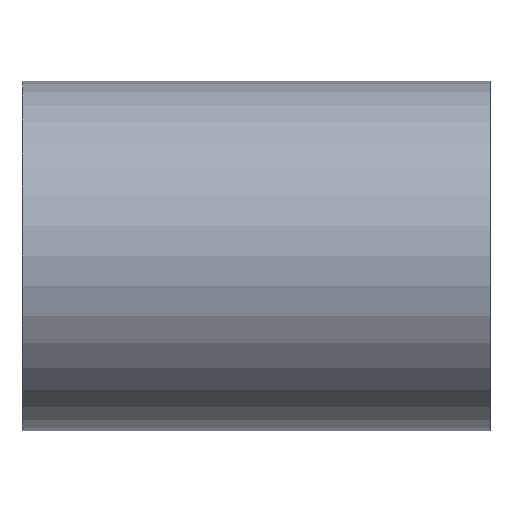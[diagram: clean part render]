
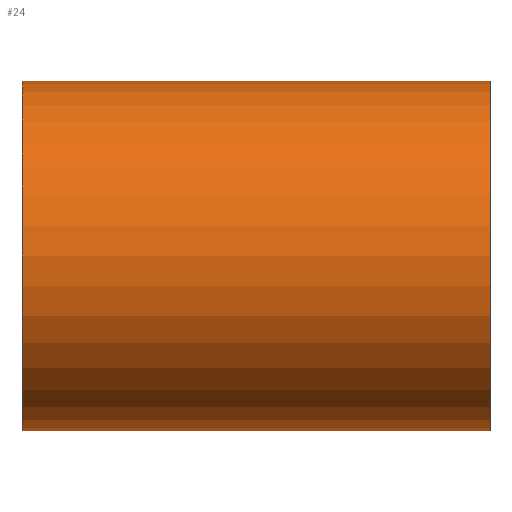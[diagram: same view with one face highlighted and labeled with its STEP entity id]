
A CAD part, front view. The second image highlights one B-rep face of the part: STEP entity #24.
In plain terms, the highlighted cylindrical face has radius 25.4 mm (diameter 50.8 mm), a partial arc.
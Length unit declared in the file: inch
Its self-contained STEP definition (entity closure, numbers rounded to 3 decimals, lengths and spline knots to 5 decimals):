
#14 = VECTOR ( 'NONE', #101, 39.37008 ) ;
#24 = ADVANCED_FACE ( 'NONE', ( #566 ), #311, .T. ) ;
#42 = VERTEX_POINT ( 'NONE', #665 ) ;
#101 = DIRECTION ( 'NONE',  ( -1., 0., 0. ) ) ;
#118 = EDGE_CURVE ( 'NONE', #42, #124, #612, .T. ) ;
#124 = VERTEX_POINT ( 'NONE', #597 ) ;
#152 = LINE ( 'NONE', #656, #14 ) ;
#165 = DIRECTION ( 'NONE',  ( -1., 0., 0. ) ) ;
#177 = EDGE_LOOP ( 'NONE', ( #588, #244, #545, #375 ) ) ;
#198 = CIRCLE ( 'NONE', #419, 1. ) ;
#225 = DIRECTION ( 'NONE',  ( -1., 0., 0. ) ) ;
#242 = VERTEX_POINT ( 'NONE', #606 ) ;
#244 = ORIENTED_EDGE ( 'NONE', *, *, #118, .T. ) ;
#250 = CARTESIAN_POINT ( 'NONE',  ( -1.3385, 0., 1. ) ) ;
#275 = EDGE_CURVE ( 'NONE', #124, #355, #152, .T. ) ;
#311 = CYLINDRICAL_SURFACE ( 'NONE', #645, 1. ) ;
#320 = LINE ( 'NONE', #367, #493 ) ;
#328 = EDGE_CURVE ( 'NONE', #242, #355, #198, .T. ) ;
#355 = VERTEX_POINT ( 'NONE', #250 ) ;
#361 = CARTESIAN_POINT ( 'NONE',  ( -1.3385, 0., 0. ) ) ;
#362 = DIRECTION ( 'NONE',  ( -1., 0., 0. ) ) ;
#367 = CARTESIAN_POINT ( 'NONE',  ( 0., 0., -1. ) ) ;
#371 = CARTESIAN_POINT ( 'NONE',  ( 0., 0., 0. ) ) ;
#375 = ORIENTED_EDGE ( 'NONE', *, *, #328, .F. ) ;
#417 = DIRECTION ( 'NONE',  ( 0., 0., 1. ) ) ;
#419 = AXIS2_PLACEMENT_3D ( 'NONE', #361, #611, #417 ) ;
#480 = EDGE_CURVE ( 'NONE', #42, #242, #320, .T. ) ;
#493 = VECTOR ( 'NONE', #225, 39.37008 ) ;
#545 = ORIENTED_EDGE ( 'NONE', *, *, #275, .T. ) ;
#566 = FACE_OUTER_BOUND ( 'NONE', #177, .T. ) ;
#573 = DIRECTION ( 'NONE',  ( 0., 0., 1. ) ) ;
#588 = ORIENTED_EDGE ( 'NONE', *, *, #480, .F. ) ;
#597 = CARTESIAN_POINT ( 'NONE',  ( 1.3385, 0., 1. ) ) ;
#606 = CARTESIAN_POINT ( 'NONE',  ( -1.3385, 0., -1. ) ) ;
#611 = DIRECTION ( 'NONE',  ( -1., 0., 0. ) ) ;
#612 = CIRCLE ( 'NONE', #632, 1. ) ;
#613 = CARTESIAN_POINT ( 'NONE',  ( 1.3385, 0., 0. ) ) ;
#632 = AXIS2_PLACEMENT_3D ( 'NONE', #613, #362, #652 ) ;
#645 = AXIS2_PLACEMENT_3D ( 'NONE', #371, #165, #573 ) ;
#652 = DIRECTION ( 'NONE',  ( 0., 0., 1. ) ) ;
#656 = CARTESIAN_POINT ( 'NONE',  ( 0., 0., 1. ) ) ;
#665 = CARTESIAN_POINT ( 'NONE',  ( 1.3385, 0., -1. ) ) ;
